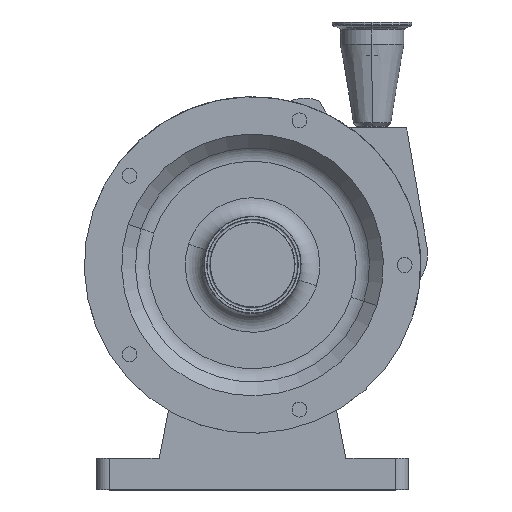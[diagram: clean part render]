
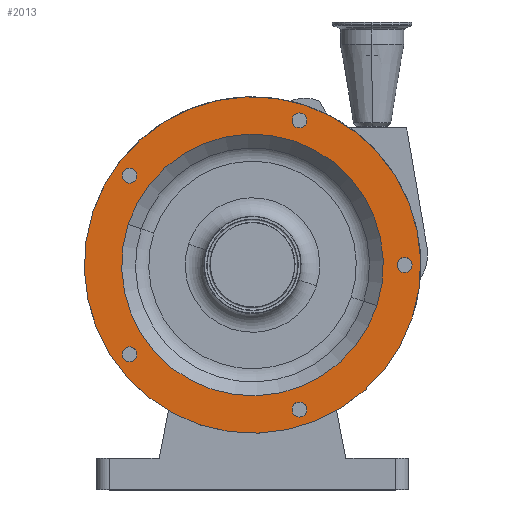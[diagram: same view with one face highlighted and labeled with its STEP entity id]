
A CAD part, top view. The second image highlights one B-rep face of the part: STEP entity #2013.
In plain terms, the highlighted planar face has unit normal (0, 0, 1).
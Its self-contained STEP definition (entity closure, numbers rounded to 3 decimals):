
#1 = EDGE_CURVE ( 'NONE', #2405, #4, #7804, .T. ) ;
#4 = VERTEX_POINT ( 'NONE', #8127 ) ;
#810 = EDGE_LOOP ( 'NONE', ( #1932, #1993 ) ) ;
#1741 = EDGE_CURVE ( 'NONE', #8494, #8488, #4511, .T. ) ;
#1756 = EDGE_CURVE ( 'NONE', #8451, #8455, #4695, .T. ) ;
#1761 = EDGE_CURVE ( 'NONE', #8462, #8467, #4704, .T. ) ;
#1825 = ORIENTED_EDGE ( 'NONE', *, *, #1756, .F. ) ;
#1827 = EDGE_CURVE ( 'NONE', #8428, #8426, #4556, .T. ) ;
#1833 = EDGE_CURVE ( 'NONE', #8450, #8458, #4624, .T. ) ;
#1841 = ORIENTED_EDGE ( 'NONE', *, *, #1842, .F. ) ;
#1842 = EDGE_CURVE ( 'NONE', #4, #2405, #4703, .T. ) ;
#1843 = ORIENTED_EDGE ( 'NONE', *, *, #1, .F. ) ;
#1867 = ORIENTED_EDGE ( 'NONE', *, *, #8435, .F. ) ;
#1883 = EDGE_LOOP ( 'NONE', ( #2005, #1867 ) ) ;
#1932 = ORIENTED_EDGE ( 'NONE', *, *, #1761, .F. ) ;
#1942 = EDGE_LOOP ( 'NONE', ( #1999, #1995 ) ) ;
#1984 = ORIENTED_EDGE ( 'NONE', *, *, #8452, .F. ) ;
#1987 = EDGE_LOOP ( 'NONE', ( #2000, #1994 ) ) ;
#1991 = ORIENTED_EDGE ( 'NONE', *, *, #8440, .F. ) ;
#1993 = ORIENTED_EDGE ( 'NONE', *, *, #8475, .F. ) ;
#1994 = ORIENTED_EDGE ( 'NONE', *, *, #8484, .F. ) ;
#1995 = ORIENTED_EDGE ( 'NONE', *, *, #2003, .T. ) ;
#1999 = ORIENTED_EDGE ( 'NONE', *, *, #2384, .T. ) ;
#2000 = ORIENTED_EDGE ( 'NONE', *, *, #1741, .F. ) ;
#2003 = EDGE_CURVE ( 'NONE', #2528, #2224, #5627, .T. ) ;
#2005 = ORIENTED_EDGE ( 'NONE', *, *, #1827, .F. ) ;
#2009 = EDGE_LOOP ( 'NONE', ( #2010, #1991 ) ) ;
#2010 = ORIENTED_EDGE ( 'NONE', *, *, #1833, .F. ) ;
#2012 = EDGE_LOOP ( 'NONE', ( #1841, #1843 ) ) ;
#2013 = ADVANCED_FACE ( 'NONE', ( #5637, #5647, #5663, #5649, #5633, #5654, #5653 ), #5644, .F. ) ;
#2014 = EDGE_LOOP ( 'NONE', ( #1825, #1984 ) ) ;
#2224 = VERTEX_POINT ( 'NONE', #7457 ) ;
#2384 = EDGE_CURVE ( 'NONE', #2224, #2528, #7542, .T. ) ;
#2405 = VERTEX_POINT ( 'NONE', #7883 ) ;
#2528 = VERTEX_POINT ( 'NONE', #8198 ) ;
#4510 = DIRECTION ( 'NONE',  ( 0.951, -0.309, 0. ) ) ;
#4511 = CIRCLE ( 'NONE', #4515, 105. ) ;
#4515 = AXIS2_PLACEMENT_3D ( 'NONE', #4523, #4522, #4510 ) ;
#4522 = DIRECTION ( 'NONE',  ( 0., 0., 1. ) ) ;
#4523 = CARTESIAN_POINT ( 'NONE',  ( 0., 0., 200. ) ) ;
#4525 = AXIS2_PLACEMENT_3D ( 'NONE', #4532, #4530, #4533 ) ;
#4530 = DIRECTION ( 'NONE',  ( 0., 0., 1. ) ) ;
#4531 = DIRECTION ( 'NONE',  ( -0.951, -0.309, 0. ) ) ;
#4532 = CARTESIAN_POINT ( 'NONE',  ( -98.7, -71.71, 200. ) ) ;
#4533 = DIRECTION ( 'NONE',  ( -0.588, 0.809, 0. ) ) ;
#4534 = DIRECTION ( 'NONE',  ( 0., 0., 1. ) ) ;
#4535 = AXIS2_PLACEMENT_3D ( 'NONE', #4536, #4537, #4538 ) ;
#4536 = CARTESIAN_POINT ( 'NONE',  ( 122., 0., 200. ) ) ;
#4537 = DIRECTION ( 'NONE',  ( 0., 0., 1. ) ) ;
#4538 = DIRECTION ( 'NONE',  ( 0., -1., 0. ) ) ;
#4553 = AXIS2_PLACEMENT_3D ( 'NONE', #4557, #4534, #4531 ) ;
#4556 = CIRCLE ( 'NONE', #4553, 6. ) ;
#4557 = CARTESIAN_POINT ( 'NONE',  ( 37.7, -116.029, 200. ) ) ;
#4624 = CIRCLE ( 'NONE', #4525, 6. ) ;
#4675 = DIRECTION ( 'NONE',  ( 0.588, 0.809, 0. ) ) ;
#4676 = DIRECTION ( 'NONE',  ( 0., 0., 1. ) ) ;
#4677 = AXIS2_PLACEMENT_3D ( 'NONE', #4698, #4676, #4675 ) ;
#4688 = DIRECTION ( 'NONE',  ( 0.951, -0.309, 0. ) ) ;
#4689 = DIRECTION ( 'NONE',  ( 0., 0., 1. ) ) ;
#4690 = CARTESIAN_POINT ( 'NONE',  ( 37.7, 116.029, 200. ) ) ;
#4691 = AXIS2_PLACEMENT_3D ( 'NONE', #4690, #4689, #4688 ) ;
#4695 = CIRCLE ( 'NONE', #4677, 6. ) ;
#4698 = CARTESIAN_POINT ( 'NONE',  ( -98.7, 71.71, 200. ) ) ;
#4703 = CIRCLE ( 'NONE', #4535, 6. ) ;
#4704 = CIRCLE ( 'NONE', #4691, 6. ) ;
#5397 = AXIS2_PLACEMENT_3D ( 'NONE', #5414, #5418, #5425 ) ;
#5407 = AXIS2_PLACEMENT_3D ( 'NONE', #5455, #5454, #5453 ) ;
#5414 = CARTESIAN_POINT ( 'NONE',  ( 37.7, -116.029, 200. ) ) ;
#5418 = DIRECTION ( 'NONE',  ( 0., 0., 1. ) ) ;
#5425 = DIRECTION ( 'NONE',  ( -0.951, -0.309, 0. ) ) ;
#5426 = CARTESIAN_POINT ( 'NONE',  ( 43.406, -114.175, 200. ) ) ;
#5429 = CIRCLE ( 'NONE', #5397, 6. ) ;
#5437 = CARTESIAN_POINT ( 'NONE',  ( 31.994, -117.883, 200. ) ) ;
#5440 = CARTESIAN_POINT ( 'NONE',  ( -102.227, 66.856, 200. ) ) ;
#5441 = CARTESIAN_POINT ( 'NONE',  ( -102.227, -66.856, 200. ) ) ;
#5445 = CARTESIAN_POINT ( 'NONE',  ( -95.173, 76.564, 200. ) ) ;
#5453 = DIRECTION ( 'NONE',  ( -0.588, 0.809, 0. ) ) ;
#5454 = DIRECTION ( 'NONE',  ( 0., 0., 1. ) ) ;
#5455 = CARTESIAN_POINT ( 'NONE',  ( -98.7, -71.71, 200. ) ) ;
#5463 = CIRCLE ( 'NONE', #5407, 6. ) ;
#5475 = CARTESIAN_POINT ( 'NONE',  ( 31.994, 117.883, 200. ) ) ;
#5483 = CARTESIAN_POINT ( 'NONE',  ( -95.173, -76.564, 200. ) ) ;
#5489 = DIRECTION ( 'NONE',  ( 0.588, 0.809, 0. ) ) ;
#5490 = DIRECTION ( 'NONE',  ( 0., 0., 1. ) ) ;
#5491 = CARTESIAN_POINT ( 'NONE',  ( -98.7, 71.71, 200. ) ) ;
#5492 = AXIS2_PLACEMENT_3D ( 'NONE', #5491, #5490, #5489 ) ;
#5493 = CIRCLE ( 'NONE', #5492, 6. ) ;
#5494 = CARTESIAN_POINT ( 'NONE',  ( 43.406, 114.175, 200. ) ) ;
#5495 = CARTESIAN_POINT ( 'NONE',  ( 0., 0., 200. ) ) ;
#5507 = DIRECTION ( 'NONE',  ( 0.951, -0.309, 0. ) ) ;
#5508 = DIRECTION ( 'NONE',  ( 0., 0., 1. ) ) ;
#5509 = AXIS2_PLACEMENT_3D ( 'NONE', #5518, #5508, #5507 ) ;
#5518 = CARTESIAN_POINT ( 'NONE',  ( 37.7, 116.029, 200. ) ) ;
#5521 = CIRCLE ( 'NONE', #5509, 6. ) ;
#5542 = CARTESIAN_POINT ( 'NONE',  ( 99.861, -32.447, 200. ) ) ;
#5549 = CARTESIAN_POINT ( 'NONE',  ( -99.861, 32.447, 200. ) ) ;
#5555 = DIRECTION ( 'NONE',  ( 0.951, -0.309, 0. ) ) ;
#5556 = DIRECTION ( 'NONE',  ( 0., 0., 1. ) ) ;
#5557 = AXIS2_PLACEMENT_3D ( 'NONE', #5495, #5556, #5555 ) ;
#5558 = CIRCLE ( 'NONE', #5557, 105. ) ;
#5605 = AXIS2_PLACEMENT_3D ( 'NONE', #5610, #5623, #5608 ) ;
#5608 = DIRECTION ( 'NONE',  ( 0.951, -0.309, 0. ) ) ;
#5610 = CARTESIAN_POINT ( 'NONE',  ( 0., 0., 200. ) ) ;
#5623 = DIRECTION ( 'NONE',  ( 0., 0., 1. ) ) ;
#5627 = CIRCLE ( 'NONE', #5605, 135. ) ;
#5633 = FACE_BOUND ( 'NONE', #810, .T. ) ;
#5637 = FACE_BOUND ( 'NONE', #2012, .T. ) ;
#5639 = CARTESIAN_POINT ( 'NONE',  ( 12.052, 37.091, 200. ) ) ;
#5642 = DIRECTION ( 'NONE',  ( -0.951, 0.309, 0. ) ) ;
#5643 = DIRECTION ( 'NONE',  ( 0., 0., -1. ) ) ;
#5644 = PLANE ( 'NONE',  #5655 ) ;
#5647 = FACE_BOUND ( 'NONE', #1883, .T. ) ;
#5649 = FACE_BOUND ( 'NONE', #2014, .T. ) ;
#5653 = FACE_BOUND ( 'NONE', #1987, .T. ) ;
#5654 = FACE_OUTER_BOUND ( 'NONE', #1942, .T. ) ;
#5655 = AXIS2_PLACEMENT_3D ( 'NONE', #5639, #5643, #5642 ) ;
#5663 = FACE_BOUND ( 'NONE', #2009, .T. ) ;
#7457 = CARTESIAN_POINT ( 'NONE',  ( 128.393, -41.717, 200. ) ) ;
#7517 = CARTESIAN_POINT ( 'NONE',  ( 0., 0., 200. ) ) ;
#7542 = CIRCLE ( 'NONE', #7556, 135. ) ;
#7551 = DIRECTION ( 'NONE',  ( 0., -1., 0. ) ) ;
#7556 = AXIS2_PLACEMENT_3D ( 'NONE', #7517, #7568, #7563 ) ;
#7563 = DIRECTION ( 'NONE',  ( 0.951, -0.309, 0. ) ) ;
#7568 = DIRECTION ( 'NONE',  ( 0., 0., 1. ) ) ;
#7802 = DIRECTION ( 'NONE',  ( 0., 0., 1. ) ) ;
#7803 = CARTESIAN_POINT ( 'NONE',  ( 122., 0., 200. ) ) ;
#7804 = CIRCLE ( 'NONE', #7829, 6. ) ;
#7829 = AXIS2_PLACEMENT_3D ( 'NONE', #7803, #7802, #7551 ) ;
#7883 = CARTESIAN_POINT ( 'NONE',  ( 122., 6., 200. ) ) ;
#8127 = CARTESIAN_POINT ( 'NONE',  ( 122., -6., 200. ) ) ;
#8198 = CARTESIAN_POINT ( 'NONE',  ( -128.393, 41.717, 200. ) ) ;
#8426 = VERTEX_POINT ( 'NONE', #5426 ) ;
#8428 = VERTEX_POINT ( 'NONE', #5437 ) ;
#8435 = EDGE_CURVE ( 'NONE', #8426, #8428, #5429, .T. ) ;
#8440 = EDGE_CURVE ( 'NONE', #8458, #8450, #5463, .T. ) ;
#8450 = VERTEX_POINT ( 'NONE', #5441 ) ;
#8451 = VERTEX_POINT ( 'NONE', #5445 ) ;
#8452 = EDGE_CURVE ( 'NONE', #8455, #8451, #5493, .T. ) ;
#8455 = VERTEX_POINT ( 'NONE', #5440 ) ;
#8458 = VERTEX_POINT ( 'NONE', #5483 ) ;
#8462 = VERTEX_POINT ( 'NONE', #5494 ) ;
#8467 = VERTEX_POINT ( 'NONE', #5475 ) ;
#8475 = EDGE_CURVE ( 'NONE', #8467, #8462, #5521, .T. ) ;
#8484 = EDGE_CURVE ( 'NONE', #8488, #8494, #5558, .T. ) ;
#8488 = VERTEX_POINT ( 'NONE', #5549 ) ;
#8494 = VERTEX_POINT ( 'NONE', #5542 ) ;
